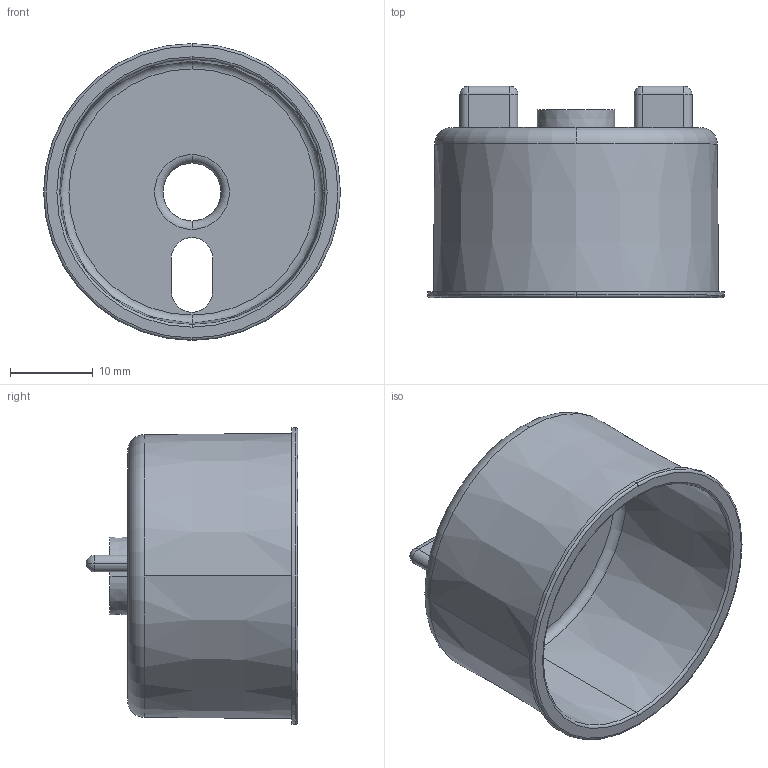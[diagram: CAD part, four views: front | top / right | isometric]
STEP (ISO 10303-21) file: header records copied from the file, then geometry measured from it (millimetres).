
FILE_DESCRIPTION (( 'STEP AP203' ), '1' );
FILE_NAME ('1245-B2P-A.STEP', '2014-11-19T14:14:44', ( '' ), ( '' ), 'SwSTEP 2.0', 'SolidWorks 2014', '' );
FILE_SCHEMA (( 'CONFIG_CONTROL_DESIGN' ));
Length unit declared in the file: millimetre
Products named in the file (1): 1245-B2P-A
Bounding box: 35.81 x 25.5 x 35.81 mm (x, y, z)
Volume: 4008.9 mm3; surface area: 6070.9 mm2
Topology: 1 solids, 1 shells, 56 faces, 129 edges, 72 vertices
Faces by surface type: cylinder 15, torus 12, plane 11, cone 10, sphere 8
Entity records: 1622 total; most frequent: DIRECTION 315, CARTESIAN_POINT 250, ORIENTED_EDGE 242, AXIS2_PLACEMENT_3D 137, EDGE_CURVE 121, CIRCLE 80, VERTEX_POINT 72, EDGE_LOOP 65
